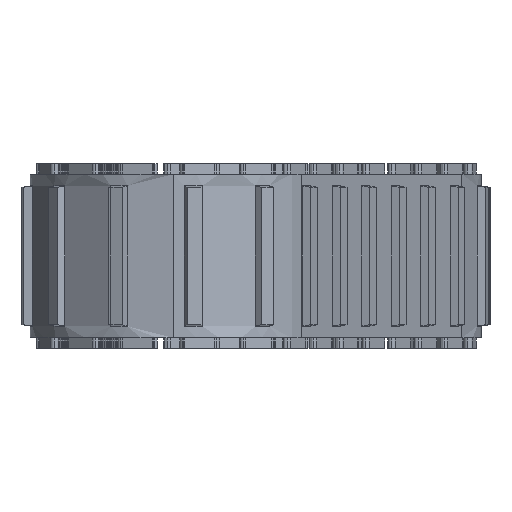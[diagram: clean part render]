
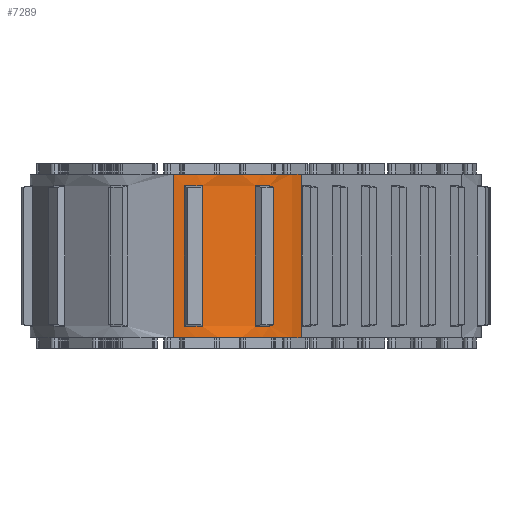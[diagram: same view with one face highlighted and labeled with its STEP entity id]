
A CAD part, left-side view. The second image highlights one B-rep face of the part: STEP entity #7289.
In plain terms, the highlighted free-form (B-spline) face has degree [2, 1] with [3, 2] control points.
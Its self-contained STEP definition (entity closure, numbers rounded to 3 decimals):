
#7289 = ADVANCED_FACE('',(#7290,#7324,#7358),#7390,.T.);
#7290 = FACE_BOUND('',#7291,.T.);
#7291 = EDGE_LOOP('',(#7292,#7303,#7310,#7319));
#7292 = ORIENTED_EDGE('',*,*,#7293,.T.);
#7293 = EDGE_CURVE('',#7294,#7296,#7298,.T.);
#7294 = VERTEX_POINT('',#7295);
#7295 = CARTESIAN_POINT('',(-573.162,22.371,
    17.466));
#7296 = VERTEX_POINT('',#7297);
#7297 = CARTESIAN_POINT('',(-572.535,17.916,
    17.466));
#7298 = ( BOUNDED_CURVE() B_SPLINE_CURVE(3,(#7299,#7300,#7301,#7302),
.UNSPECIFIED.,.F.,.F.) B_SPLINE_CURVE_WITH_KNOTS((4,4),(6.22,
6.346),.PIECEWISE_BEZIER_KNOTS.) CURVE() 
GEOMETRIC_REPRESENTATION_ITEM() RATIONAL_B_SPLINE_CURVE((1.,
0.999,0.999,1.)) REPRESENTATION_ITEM('') );
#7299 = CARTESIAN_POINT('',(-573.162,22.371,
    17.466));
#7300 = CARTESIAN_POINT('',(-573.047,20.874,
    17.449));
#7301 = CARTESIAN_POINT('',(-572.838,19.387,
    17.449));
#7302 = CARTESIAN_POINT('',(-572.535,17.916,
    17.466));
#7303 = ORIENTED_EDGE('',*,*,#7304,.T.);
#7304 = EDGE_CURVE('',#7296,#7305,#7307,.T.);
#7305 = VERTEX_POINT('',#7306);
#7306 = CARTESIAN_POINT('',(-572.535,17.916,
    -17.466));
#7307 = B_SPLINE_CURVE_WITH_KNOTS('',1,(#7308,#7309),.UNSPECIFIED.,.F.,
  .F.,(2,2),(2.869,37.131),.PIECEWISE_BEZIER_KNOTS.);
#7308 = CARTESIAN_POINT('',(-572.535,17.916,
    17.466));
#7309 = CARTESIAN_POINT('',(-572.535,17.916,
    -17.466));
#7310 = ORIENTED_EDGE('',*,*,#7311,.T.);
#7311 = EDGE_CURVE('',#7305,#7312,#7314,.T.);
#7312 = VERTEX_POINT('',#7313);
#7313 = CARTESIAN_POINT('',(-573.162,22.371,
    -17.466));
#7314 = ( BOUNDED_CURVE() B_SPLINE_CURVE(3,(#7315,#7316,#7317,#7318),
.UNSPECIFIED.,.F.,.F.) B_SPLINE_CURVE_WITH_KNOTS((4,4),(3.079,
3.205),.PIECEWISE_BEZIER_KNOTS.) CURVE() 
GEOMETRIC_REPRESENTATION_ITEM() RATIONAL_B_SPLINE_CURVE((1.,
0.999,0.999,1.)) REPRESENTATION_ITEM('') );
#7315 = CARTESIAN_POINT('',(-572.535,17.916,
    -17.466));
#7316 = CARTESIAN_POINT('',(-572.838,19.387,
    -17.449));
#7317 = CARTESIAN_POINT('',(-573.047,20.874,
    -17.449));
#7318 = CARTESIAN_POINT('',(-573.162,22.371,
    -17.466));
#7319 = ORIENTED_EDGE('',*,*,#7320,.T.);
#7320 = EDGE_CURVE('',#7312,#7294,#7321,.T.);
#7321 = B_SPLINE_CURVE_WITH_KNOTS('',1,(#7322,#7323),.UNSPECIFIED.,.F.,
  .F.,(2,2),(-37.131,-2.869),.PIECEWISE_BEZIER_KNOTS.);
#7322 = CARTESIAN_POINT('',(-573.162,22.371,
    -17.466));
#7323 = CARTESIAN_POINT('',(-573.162,22.371,
    17.466));
#7324 = FACE_BOUND('',#7325,.T.);
#7325 = EDGE_LOOP('',(#7326,#7337,#7344,#7353));
#7326 = ORIENTED_EDGE('',*,*,#7327,.T.);
#7327 = EDGE_CURVE('',#7328,#7330,#7332,.T.);
#7328 = VERTEX_POINT('',#7329);
#7329 = CARTESIAN_POINT('',(-566.883,4.741,
    17.466));
#7330 = VERTEX_POINT('',#7331);
#7331 = CARTESIAN_POINT('',(-564.088,1.217,17.466
    ));
#7332 = ( BOUNDED_CURVE() B_SPLINE_CURVE(3,(#7333,#7334,#7335,#7336),
.UNSPECIFIED.,.F.,.F.) B_SPLINE_CURVE_WITH_KNOTS((4,4),(6.22,
6.346),.PIECEWISE_BEZIER_KNOTS.) CURVE() 
GEOMETRIC_REPRESENTATION_ITEM() RATIONAL_B_SPLINE_CURVE((1.,
0.999,0.999,1.)) REPRESENTATION_ITEM('') );
#7333 = CARTESIAN_POINT('',(-566.883,4.741,
    17.466));
#7334 = CARTESIAN_POINT('',(-566.026,3.508,
    17.449));
#7335 = CARTESIAN_POINT('',(-565.093,2.332,
    17.449));
#7336 = CARTESIAN_POINT('',(-564.088,1.217,17.466
    ));
#7337 = ORIENTED_EDGE('',*,*,#7338,.T.);
#7338 = EDGE_CURVE('',#7330,#7339,#7341,.T.);
#7339 = VERTEX_POINT('',#7340);
#7340 = CARTESIAN_POINT('',(-564.088,1.217,
    -17.466));
#7341 = B_SPLINE_CURVE_WITH_KNOTS('',1,(#7342,#7343),.UNSPECIFIED.,.F.,
  .F.,(2,2),(2.869,37.131),.PIECEWISE_BEZIER_KNOTS.);
#7342 = CARTESIAN_POINT('',(-564.088,1.217,17.466
    ));
#7343 = CARTESIAN_POINT('',(-564.088,1.217,
    -17.466));
#7344 = ORIENTED_EDGE('',*,*,#7345,.T.);
#7345 = EDGE_CURVE('',#7339,#7346,#7348,.T.);
#7346 = VERTEX_POINT('',#7347);
#7347 = CARTESIAN_POINT('',(-566.883,4.741,
    -17.466));
#7348 = ( BOUNDED_CURVE() B_SPLINE_CURVE(3,(#7349,#7350,#7351,#7352),
.UNSPECIFIED.,.F.,.F.) B_SPLINE_CURVE_WITH_KNOTS((4,4),(3.079,
3.205),.PIECEWISE_BEZIER_KNOTS.) CURVE() 
GEOMETRIC_REPRESENTATION_ITEM() RATIONAL_B_SPLINE_CURVE((1.,
0.999,0.999,1.)) REPRESENTATION_ITEM('') );
#7349 = CARTESIAN_POINT('',(-564.088,1.217,
    -17.466));
#7350 = CARTESIAN_POINT('',(-565.093,2.332,
    -17.449));
#7351 = CARTESIAN_POINT('',(-566.026,3.508,
    -17.449));
#7352 = CARTESIAN_POINT('',(-566.883,4.741,
    -17.466));
#7353 = ORIENTED_EDGE('',*,*,#7354,.T.);
#7354 = EDGE_CURVE('',#7346,#7328,#7355,.T.);
#7355 = B_SPLINE_CURVE_WITH_KNOTS('',1,(#7356,#7357),.UNSPECIFIED.,.F.,
  .F.,(2,2),(-37.131,-2.869),.PIECEWISE_BEZIER_KNOTS.);
#7356 = CARTESIAN_POINT('',(-566.883,4.741,
    -17.466));
#7357 = CARTESIAN_POINT('',(-566.883,4.741,
    17.466));
#7358 = FACE_BOUND('',#7359,.T.);
#7359 = EDGE_LOOP('',(#7360,#7370,#7377,#7385));
#7360 = ORIENTED_EDGE('',*,*,#7361,.F.);
#7361 = EDGE_CURVE('',#7362,#7364,#7366,.T.);
#7362 = VERTEX_POINT('',#7363);
#7363 = CARTESIAN_POINT('',(-573.268,25.11,
    20.391));
#7364 = VERTEX_POINT('',#7365);
#7365 = CARTESIAN_POINT('',(-553.718,-6.718,
    20.391));
#7366 = ( BOUNDED_CURVE() B_SPLINE_CURVE(2,(#7367,#7368,#7369),
.UNSPECIFIED.,.F.,.F.) B_SPLINE_CURVE_WITH_KNOTS((3,3),(0.,1.102
),.PIECEWISE_BEZIER_KNOTS.) CURVE() GEOMETRIC_REPRESENTATION_ITEM() 
RATIONAL_B_SPLINE_CURVE((1.,0.852,1.)) REPRESENTATION_ITEM('') 
  );
#7367 = CARTESIAN_POINT('',(-573.268,25.11,
    20.391));
#7368 = CARTESIAN_POINT('',(-573.268,3.192,
    20.391));
#7369 = CARTESIAN_POINT('',(-553.718,-6.718,
    20.391));
#7370 = ORIENTED_EDGE('',*,*,#7371,.T.);
#7371 = EDGE_CURVE('',#7362,#7372,#7374,.T.);
#7372 = VERTEX_POINT('',#7373);
#7373 = CARTESIAN_POINT('',(-573.268,25.11,
    -20.391));
#7374 = B_SPLINE_CURVE_WITH_KNOTS('',1,(#7375,#7376),.UNSPECIFIED.,.F.,
  .F.,(2,2),(-0.,40.),.PIECEWISE_BEZIER_KNOTS.);
#7375 = CARTESIAN_POINT('',(-573.268,25.11,
    20.391));
#7376 = CARTESIAN_POINT('',(-573.268,25.11,
    -20.391));
#7377 = ORIENTED_EDGE('',*,*,#7378,.T.);
#7378 = EDGE_CURVE('',#7372,#7379,#7381,.T.);
#7379 = VERTEX_POINT('',#7380);
#7380 = CARTESIAN_POINT('',(-553.718,-6.718,
    -20.391));
#7381 = ( BOUNDED_CURVE() B_SPLINE_CURVE(2,(#7382,#7383,#7384),
.UNSPECIFIED.,.F.,.F.) B_SPLINE_CURVE_WITH_KNOTS((3,3),(0.,1.102
),.PIECEWISE_BEZIER_KNOTS.) CURVE() GEOMETRIC_REPRESENTATION_ITEM() 
RATIONAL_B_SPLINE_CURVE((1.,0.852,1.)) REPRESENTATION_ITEM('') 
  );
#7382 = CARTESIAN_POINT('',(-573.268,25.11,
    -20.391));
#7383 = CARTESIAN_POINT('',(-573.268,3.192,
    -20.391));
#7384 = CARTESIAN_POINT('',(-553.718,-6.718,
    -20.391));
#7385 = ORIENTED_EDGE('',*,*,#7386,.F.);
#7386 = EDGE_CURVE('',#7364,#7379,#7387,.T.);
#7387 = B_SPLINE_CURVE_WITH_KNOTS('',1,(#7388,#7389),.UNSPECIFIED.,.F.,
  .F.,(2,2),(-0.,40.),.PIECEWISE_BEZIER_KNOTS.);
#7388 = CARTESIAN_POINT('',(-553.718,-6.718,
    20.391));
#7389 = CARTESIAN_POINT('',(-553.718,-6.718,
    -20.391));
#7390 = ( BOUNDED_SURFACE() B_SPLINE_SURFACE(2,1,(
    (#7391,#7392)
    ,(#7393,#7394)
    ,(#7395,#7396
)),.UNSPECIFIED.,.F.,.F.,.F.) B_SPLINE_SURFACE_WITH_KNOTS((3,3),(2,2),(
    5.182,6.283),(0.,40.),.PIECEWISE_BEZIER_KNOTS.) 
GEOMETRIC_REPRESENTATION_ITEM() RATIONAL_B_SPLINE_SURFACE((
    (1.,1.)
    ,(0.852,0.852)
,(1.,1.))) REPRESENTATION_ITEM('') SURFACE() );
#7391 = CARTESIAN_POINT('',(-553.718,-6.718,
    20.391));
#7392 = CARTESIAN_POINT('',(-553.718,-6.718,
    -20.391));
#7393 = CARTESIAN_POINT('',(-573.268,3.192,
    20.391));
#7394 = CARTESIAN_POINT('',(-573.268,3.192,
    -20.391));
#7395 = CARTESIAN_POINT('',(-573.268,25.11,
    20.391));
#7396 = CARTESIAN_POINT('',(-573.268,25.11,
    -20.391));
